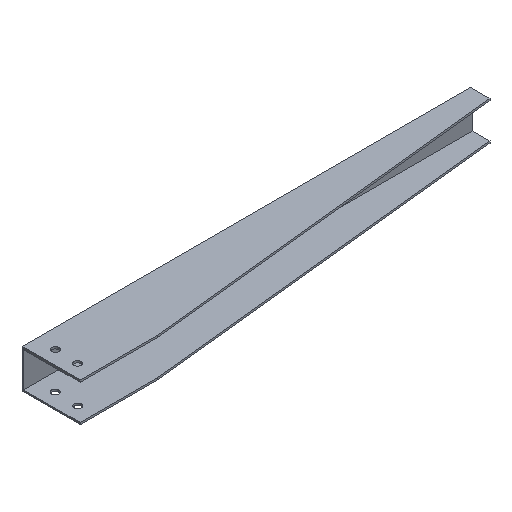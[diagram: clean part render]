
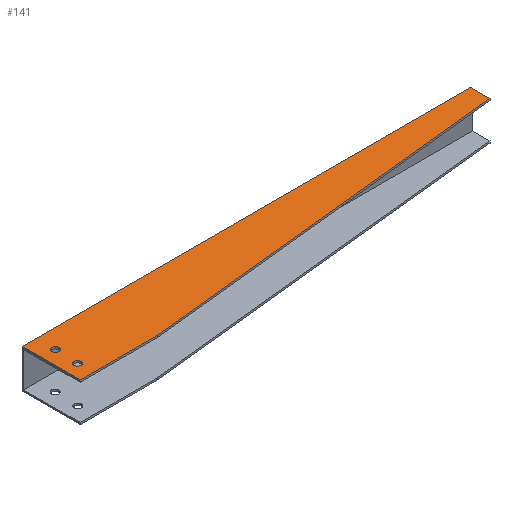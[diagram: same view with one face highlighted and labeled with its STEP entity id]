
A CAD part, isometric view. The second image highlights one B-rep face of the part: STEP entity #141.
In plain terms, the highlighted planar face has unit normal (0, 0, 1).
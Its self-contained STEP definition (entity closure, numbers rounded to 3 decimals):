
#24 = CARTESIAN_POINT ( 'NONE',  ( 18., -22.5, 25. ) ) ;
#53 = VERTEX_POINT ( 'NONE', #650 ) ;
#55 = ORIENTED_EDGE ( 'NONE', *, *, #235, .F. ) ;
#93 = DIRECTION ( 'NONE',  ( 1., 0., 0. ) ) ;
#105 = LINE ( 'NONE', #1316, #1502 ) ;
#108 = DIRECTION ( 'NONE',  ( 0., 0., 1. ) ) ;
#130 = CARTESIAN_POINT ( 'NONE',  ( 16.953, -52.482, 25. ) ) ;
#141 = ADVANCED_FACE ( 'NONE', ( #564, #2287, #3180 ), #1617, .F. ) ;
#178 = DIRECTION ( 'NONE',  ( -1., 0., 0. ) ) ;
#216 = EDGE_LOOP ( 'NONE', ( #55 ) ) ;
#233 = EDGE_CURVE ( 'NONE', #2425, #1259, #521, .T. ) ;
#235 = EDGE_CURVE ( 'NONE', #53, #53, #1512, .T. ) ;
#268 = DIRECTION ( 'NONE',  ( 1., 0., 0. ) ) ;
#279 = VERTEX_POINT ( 'NONE', #406 ) ;
#315 = CARTESIAN_POINT ( 'NONE',  ( 565., -72.5, 25. ) ) ;
#359 = CARTESIAN_POINT ( 'NONE',  ( 580., -22.5, 25. ) ) ;
#375 = DIRECTION ( 'NONE',  ( -0.995, -0.104, 0. ) ) ;
#382 = ORIENTED_EDGE ( 'NONE', *, *, #3008, .F. ) ;
#406 = CARTESIAN_POINT ( 'NONE',  ( 22.5, -22.5, 25. ) ) ;
#521 = LINE ( 'NONE', #315, #1059 ) ;
#564 = FACE_OUTER_BOUND ( 'NONE', #768, .T. ) ;
#597 = LINE ( 'NONE', #359, #1297 ) ;
#650 = CARTESIAN_POINT ( 'NONE',  ( 21.453, -52.482, 25. ) ) ;
#741 = VERTEX_POINT ( 'NONE', #2517 ) ;
#768 = EDGE_LOOP ( 'NONE', ( #2392, #2096, #2202, #2849, #1235 ) ) ;
#851 = CARTESIAN_POINT ( 'NONE',  ( 580., -22.5, 25. ) ) ;
#896 = CIRCLE ( 'NONE', #937, 4.5 ) ;
#921 = CARTESIAN_POINT ( 'NONE',  ( 0., -72.5, 25. ) ) ;
#937 = AXIS2_PLACEMENT_3D ( 'NONE', #24, #1766, #268 ) ;
#1059 = VECTOR ( 'NONE', #178, 1000. ) ;
#1235 = ORIENTED_EDGE ( 'NONE', *, *, #2785, .F. ) ;
#1259 = VERTEX_POINT ( 'NONE', #921 ) ;
#1297 = VECTOR ( 'NONE', #375, 1000. ) ;
#1316 = CARTESIAN_POINT ( 'NONE',  ( 0., -8.981, 25. ) ) ;
#1326 = DIRECTION ( 'NONE',  ( 0., -1., 0. ) ) ;
#1384 = LINE ( 'NONE', #2525, #2231 ) ;
#1387 = DIRECTION ( 'NONE',  ( 0., 1., 0. ) ) ;
#1403 = EDGE_LOOP ( 'NONE', ( #382 ) ) ;
#1406 = DIRECTION ( 'NONE',  ( 0., 0., -1. ) ) ;
#1491 = EDGE_CURVE ( 'NONE', #741, #1583, #1578, .T. ) ;
#1502 = VECTOR ( 'NONE', #1571, 1000. ) ;
#1512 = CIRCLE ( 'NONE', #2597, 4.5 ) ;
#1523 = DIRECTION ( 'NONE',  ( 1., 0., 0. ) ) ;
#1571 = DIRECTION ( 'NONE',  ( 0., 1., 0. ) ) ;
#1578 = LINE ( 'NONE', #1828, #3076 ) ;
#1583 = VERTEX_POINT ( 'NONE', #851 ) ;
#1585 = CARTESIAN_POINT ( 'NONE',  ( 565., -8.981, 25. ) ) ;
#1609 = EDGE_CURVE ( 'NONE', #1583, #2425, #597, .T. ) ;
#1617 = PLANE ( 'NONE',  #2835 ) ;
#1766 = DIRECTION ( 'NONE',  ( 0., 0., 1. ) ) ;
#1798 = CARTESIAN_POINT ( 'NONE',  ( 0., 2.5, 25. ) ) ;
#1828 = CARTESIAN_POINT ( 'NONE',  ( 580., -8.981, 25. ) ) ;
#2096 = ORIENTED_EDGE ( 'NONE', *, *, #1609, .F. ) ;
#2098 = CARTESIAN_POINT ( 'NONE',  ( 100., -72.5, 25. ) ) ;
#2202 = ORIENTED_EDGE ( 'NONE', *, *, #1491, .F. ) ;
#2224 = EDGE_CURVE ( 'NONE', #2778, #741, #1384, .T. ) ;
#2231 = VECTOR ( 'NONE', #1523, 1000. ) ;
#2287 = FACE_BOUND ( 'NONE', #1403, .T. ) ;
#2392 = ORIENTED_EDGE ( 'NONE', *, *, #233, .F. ) ;
#2425 = VERTEX_POINT ( 'NONE', #2098 ) ;
#2517 = CARTESIAN_POINT ( 'NONE',  ( 580., 2.5, 25. ) ) ;
#2525 = CARTESIAN_POINT ( 'NONE',  ( 565., 2.5, 25. ) ) ;
#2597 = AXIS2_PLACEMENT_3D ( 'NONE', #130, #108, #93 ) ;
#2778 = VERTEX_POINT ( 'NONE', #1798 ) ;
#2785 = EDGE_CURVE ( 'NONE', #1259, #2778, #105, .T. ) ;
#2835 = AXIS2_PLACEMENT_3D ( 'NONE', #1585, #1406, #1387 ) ;
#2849 = ORIENTED_EDGE ( 'NONE', *, *, #2224, .F. ) ;
#3008 = EDGE_CURVE ( 'NONE', #279, #279, #896, .T. ) ;
#3076 = VECTOR ( 'NONE', #1326, 1000. ) ;
#3180 = FACE_BOUND ( 'NONE', #216, .T. ) ;
